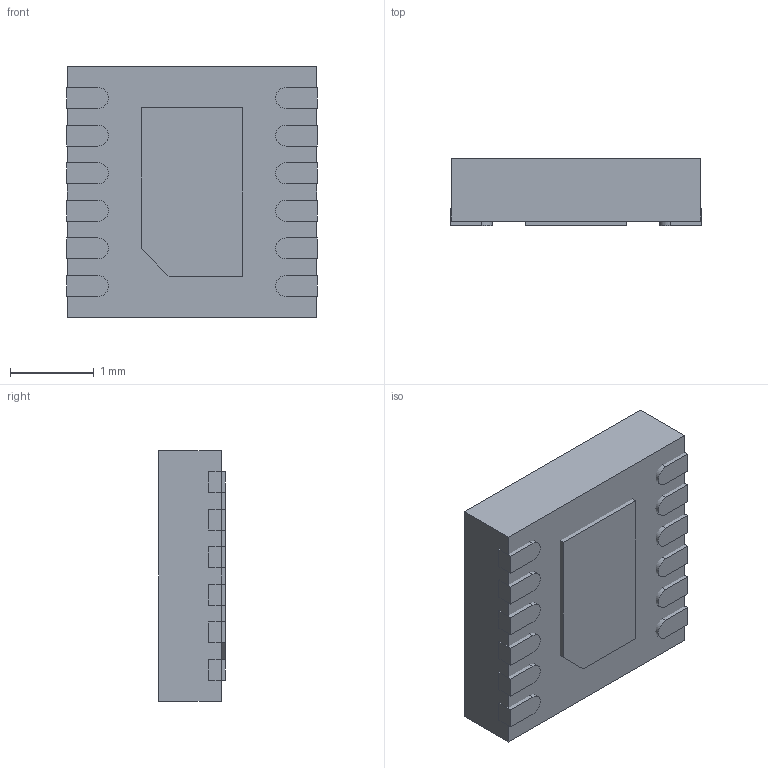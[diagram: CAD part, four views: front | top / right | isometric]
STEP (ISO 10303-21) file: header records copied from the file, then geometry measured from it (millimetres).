
FILE_DESCRIPTION (( 'STEP AP214' ), '1' );
FILE_NAME ('193560E1-DD37-476F-928E-3086442A4573.STEP', '2024-10-25T13:00:21', ( '' ), ( '' ), 'SwSTEP 2.0', 'SolidWorks 2022', '' );
FILE_SCHEMA (( 'AUTOMOTIVE_DESIGN' ));
Length unit declared in the file: millimetre
Products named in the file (1): 193560E1-DD37-476F-928E-3086442A4573
Bounding box: 3 x 0.8 x 3 mm (x, y, z)
Surface area: 39.1 mm2
Topology: 14 solids, 14 shells, 88 faces, 177 edges, 118 vertices
Faces by surface type: plane 74, cylinder 14
Entity records: 2486 total; most frequent: CARTESIAN_POINT 384, DIRECTION 383, ORIENTED_EDGE 354, EDGE_CURVE 177, VECTOR 149, LINE 149, VERTEX_POINT 118, AXIS2_PLACEMENT_3D 117
